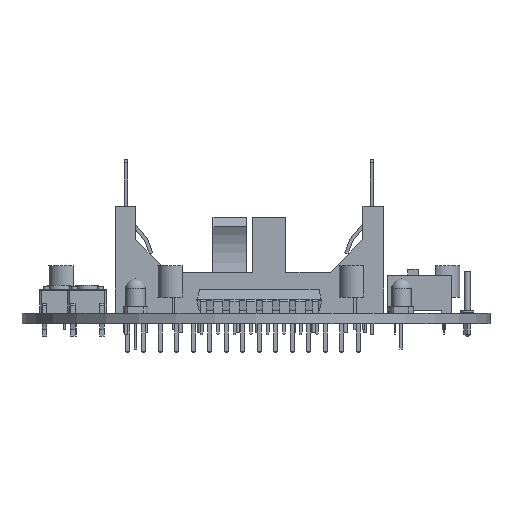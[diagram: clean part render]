
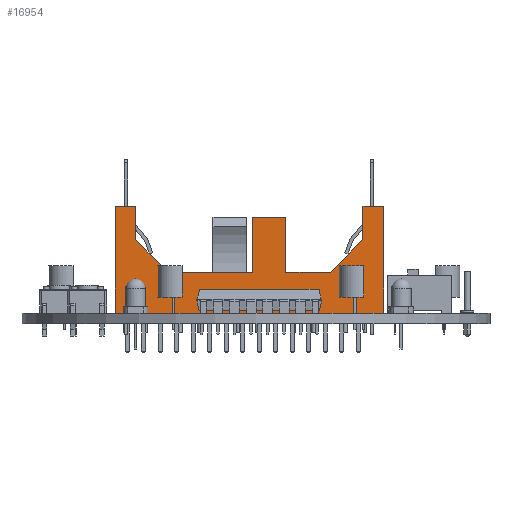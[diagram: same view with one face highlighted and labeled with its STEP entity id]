
A CAD part, left-side view. The second image highlights one B-rep face of the part: STEP entity #16954.
In plain terms, the highlighted face is planar.
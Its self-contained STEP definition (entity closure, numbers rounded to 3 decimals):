
#16316 = VERTEX_POINT('',#16317);
#16317 = CARTESIAN_POINT('',(13.45,-17.475,-10.));
#16323 = EDGE_CURVE('',#16324,#16316,#16326,.T.);
#16324 = VERTEX_POINT('',#16325);
#16325 = CARTESIAN_POINT('',(8.3,-17.475,-10.));
#16326 = LINE('',#16327,#16328);
#16327 = CARTESIAN_POINT('',(8.3,-17.475,-10.));
#16328 = VECTOR('',#16329,1.);
#16329 = DIRECTION('',(1.,0.,0.));
#16527 = VERTEX_POINT('',#16528);
#16528 = CARTESIAN_POINT('',(13.45,-20.65,-10.));
#16543 = VERTEX_POINT('',#16544);
#16544 = CARTESIAN_POINT('',(-3.3,-20.65,-10.));
#16550 = EDGE_CURVE('',#16543,#16527,#16551,.T.);
#16551 = LINE('',#16552,#16553);
#16552 = CARTESIAN_POINT('',(-3.3,-20.65,-10.));
#16553 = VECTOR('',#16554,1.);
#16554 = DIRECTION('',(1.,0.,0.));
#16856 = VERTEX_POINT('',#16857);
#16857 = CARTESIAN_POINT('',(-3.3,20.65,-10.));
#16863 = EDGE_CURVE('',#16856,#16543,#16864,.T.);
#16864 = LINE('',#16865,#16866);
#16865 = CARTESIAN_POINT('',(-3.3,20.65,-10.));
#16866 = VECTOR('',#16867,1.);
#16867 = DIRECTION('',(0.,-1.,0.));
#16954 = ADVANCED_FACE('',(#16955),#17044,.T.);
#16955 = FACE_BOUND('',#16956,.T.);
#16956 = EDGE_LOOP('',(#16957,#16967,#16975,#16983,#16991,#16999,#17007,
    #17015,#17023,#17029,#17030,#17036,#17037,#17038));
#16957 = ORIENTED_EDGE('',*,*,#16958,.F.);
#16958 = EDGE_CURVE('',#16959,#16961,#16963,.T.);
#16959 = VERTEX_POINT('',#16960);
#16960 = CARTESIAN_POINT('',(13.45,17.475,-10.));
#16961 = VERTEX_POINT('',#16962);
#16962 = CARTESIAN_POINT('',(13.45,20.65,-10.));
#16963 = LINE('',#16964,#16965);
#16964 = CARTESIAN_POINT('',(13.45,17.475,-10.));
#16965 = VECTOR('',#16966,1.);
#16966 = DIRECTION('',(0.,1.,0.));
#16967 = ORIENTED_EDGE('',*,*,#16968,.F.);
#16968 = EDGE_CURVE('',#16969,#16959,#16971,.T.);
#16969 = VERTEX_POINT('',#16970);
#16970 = CARTESIAN_POINT('',(8.3,17.475,-10.));
#16971 = LINE('',#16972,#16973);
#16972 = CARTESIAN_POINT('',(8.3,17.475,-10.));
#16973 = VECTOR('',#16974,1.);
#16974 = DIRECTION('',(1.,0.,0.));
#16975 = ORIENTED_EDGE('',*,*,#16976,.T.);
#16976 = EDGE_CURVE('',#16969,#16977,#16979,.T.);
#16977 = VERTEX_POINT('',#16978);
#16978 = CARTESIAN_POINT('',(3.3,12.475,-10.));
#16979 = LINE('',#16980,#16981);
#16980 = CARTESIAN_POINT('',(8.3,17.475,-10.));
#16981 = VECTOR('',#16982,1.);
#16982 = DIRECTION('',(-0.707,-0.707,0.));
#16983 = ORIENTED_EDGE('',*,*,#16984,.F.);
#16984 = EDGE_CURVE('',#16985,#16977,#16987,.T.);
#16985 = VERTEX_POINT('',#16986);
#16986 = CARTESIAN_POINT('',(3.3,5.6,-10.));
#16987 = LINE('',#16988,#16989);
#16988 = CARTESIAN_POINT('',(3.3,5.6,-10.));
#16989 = VECTOR('',#16990,1.);
#16990 = DIRECTION('',(0.,1.,0.));
#16991 = ORIENTED_EDGE('',*,*,#16992,.F.);
#16992 = EDGE_CURVE('',#16993,#16985,#16995,.T.);
#16993 = VERTEX_POINT('',#16994);
#16994 = CARTESIAN_POINT('',(11.8,5.6,-10.));
#16995 = LINE('',#16996,#16997);
#16996 = CARTESIAN_POINT('',(11.8,5.6,-10.));
#16997 = VECTOR('',#16998,1.);
#16998 = DIRECTION('',(-1.,0.,0.));
#16999 = ORIENTED_EDGE('',*,*,#17000,.F.);
#17000 = EDGE_CURVE('',#17001,#16993,#17003,.T.);
#17001 = VERTEX_POINT('',#17002);
#17002 = CARTESIAN_POINT('',(11.8,0.5,-10.));
#17003 = LINE('',#17004,#17005);
#17004 = CARTESIAN_POINT('',(11.8,0.5,-10.));
#17005 = VECTOR('',#17006,1.);
#17006 = DIRECTION('',(0.,1.,0.));
#17007 = ORIENTED_EDGE('',*,*,#17008,.T.);
#17008 = EDGE_CURVE('',#17001,#17009,#17011,.T.);
#17009 = VERTEX_POINT('',#17010);
#17010 = CARTESIAN_POINT('',(3.3,0.5,-10.));
#17011 = LINE('',#17012,#17013);
#17012 = CARTESIAN_POINT('',(11.8,0.5,-10.));
#17013 = VECTOR('',#17014,1.);
#17014 = DIRECTION('',(-1.,0.,0.));
#17015 = ORIENTED_EDGE('',*,*,#17016,.T.);
#17016 = EDGE_CURVE('',#17009,#17017,#17019,.T.);
#17017 = VERTEX_POINT('',#17018);
#17018 = CARTESIAN_POINT('',(3.3,-12.475,-10.));
#17019 = LINE('',#17020,#17021);
#17020 = CARTESIAN_POINT('',(3.3,0.5,-10.));
#17021 = VECTOR('',#17022,1.);
#17022 = DIRECTION('',(0.,-1.,0.));
#17023 = ORIENTED_EDGE('',*,*,#17024,.T.);
#17024 = EDGE_CURVE('',#17017,#16324,#17025,.T.);
#17025 = LINE('',#17026,#17027);
#17026 = CARTESIAN_POINT('',(3.3,-12.475,-10.));
#17027 = VECTOR('',#17028,1.);
#17028 = DIRECTION('',(0.707,-0.707,0.));
#17029 = ORIENTED_EDGE('',*,*,#16323,.T.);
#17030 = ORIENTED_EDGE('',*,*,#17031,.F.);
#17031 = EDGE_CURVE('',#16527,#16316,#17032,.T.);
#17032 = LINE('',#17033,#17034);
#17033 = CARTESIAN_POINT('',(13.45,-20.65,-10.));
#17034 = VECTOR('',#17035,1.);
#17035 = DIRECTION('',(0.,1.,0.));
#17036 = ORIENTED_EDGE('',*,*,#16550,.F.);
#17037 = ORIENTED_EDGE('',*,*,#16863,.F.);
#17038 = ORIENTED_EDGE('',*,*,#17039,.F.);
#17039 = EDGE_CURVE('',#16961,#16856,#17040,.T.);
#17040 = LINE('',#17041,#17042);
#17041 = CARTESIAN_POINT('',(13.45,20.65,-10.));
#17042 = VECTOR('',#17043,1.);
#17043 = DIRECTION('',(-1.,0.,0.));
#17044 = PLANE('',#17045);
#17045 = AXIS2_PLACEMENT_3D('',#17046,#17047,#17048);
#17046 = CARTESIAN_POINT('',(0.,-20.65,-10.));
#17047 = DIRECTION('',(0.,0.,-1.));
#17048 = DIRECTION('',(0.,-1.,0.));
